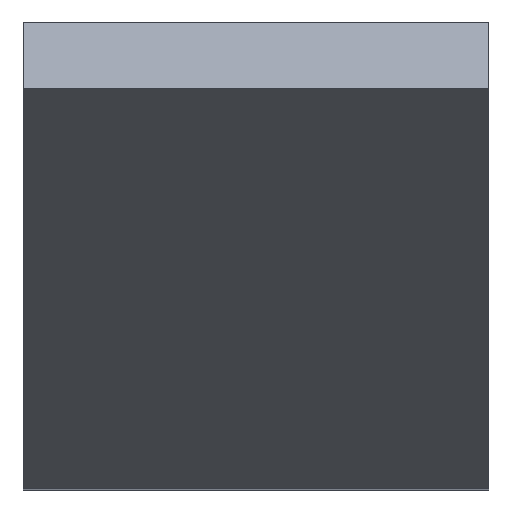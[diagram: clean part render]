
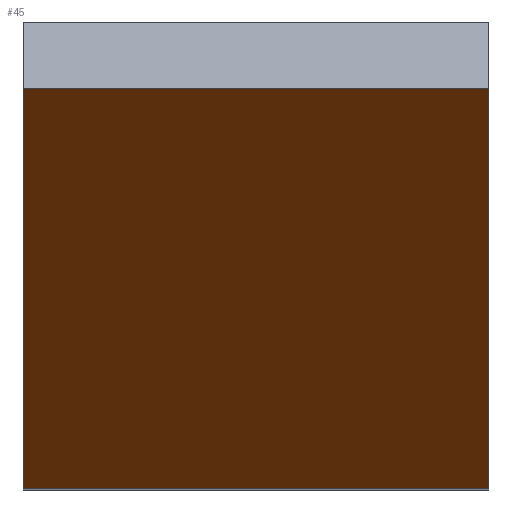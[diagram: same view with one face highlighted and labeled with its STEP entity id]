
A CAD part, top view. The second image highlights one B-rep face of the part: STEP entity #45.
In plain terms, the highlighted planar face has unit normal (0, -0.819, 0.574).
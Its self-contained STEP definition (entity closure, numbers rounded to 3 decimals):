
#11 = CARTESIAN_POINT ( 'NONE',  ( 6., -3., 0.946 ) ) ;
#12 = DIRECTION ( 'NONE',  ( -1., 0., 0. ) ) ;
#14 = EDGE_CURVE ( 'NONE', #274, #236, #142, .T. ) ;
#20 = EDGE_CURVE ( 'NONE', #236, #172, #131, .T. ) ;
#21 = PLANE ( 'NONE',  #223 ) ;
#34 = DIRECTION ( 'NONE',  ( 0., 0.819, -0.574 ) ) ;
#35 = VECTOR ( 'NONE', #138, 1000. ) ;
#45 = ADVANCED_FACE ( 'NONE', ( #128 ), #21, .F. ) ;
#59 = LINE ( 'NONE', #293, #35 ) ;
#76 = CARTESIAN_POINT ( 'NONE',  ( 6., -3., 0.946 ) ) ;
#94 = VECTOR ( 'NONE', #99, 1000. ) ;
#99 = DIRECTION ( 'NONE',  ( -1., 0., 0. ) ) ;
#105 = CARTESIAN_POINT ( 'NONE',  ( 6., 2.137, 8.282 ) ) ;
#126 = EDGE_CURVE ( 'NONE', #185, #172, #59, .T. ) ;
#128 = FACE_OUTER_BOUND ( 'NONE', #262, .T. ) ;
#131 = LINE ( 'NONE', #76, #144 ) ;
#138 = DIRECTION ( 'NONE',  ( 0., -0.574, -0.819 ) ) ;
#139 = VECTOR ( 'NONE', #143, 1000. ) ;
#142 = LINE ( 'NONE', #297, #139 ) ;
#143 = DIRECTION ( 'NONE',  ( 0., -0.574, -0.819 ) ) ;
#144 = VECTOR ( 'NONE', #12, 1000. ) ;
#153 = LINE ( 'NONE', #105, #94 ) ;
#172 = VERTEX_POINT ( 'NONE', #288 ) ;
#185 = VERTEX_POINT ( 'NONE', #214 ) ;
#190 = CARTESIAN_POINT ( 'NONE',  ( 6., 2.137, 8.282 ) ) ;
#193 = ORIENTED_EDGE ( 'NONE', *, *, #126, .T. ) ;
#214 = CARTESIAN_POINT ( 'NONE',  ( 0., 2.137, 8.282 ) ) ;
#223 = AXIS2_PLACEMENT_3D ( 'NONE', #331, #34, #302 ) ;
#236 = VERTEX_POINT ( 'NONE', #11 ) ;
#252 = ORIENTED_EDGE ( 'NONE', *, *, #14, .F. ) ;
#262 = EDGE_LOOP ( 'NONE', ( #193, #266, #252, #286 ) ) ;
#266 = ORIENTED_EDGE ( 'NONE', *, *, #20, .F. ) ;
#274 = VERTEX_POINT ( 'NONE', #190 ) ;
#286 = ORIENTED_EDGE ( 'NONE', *, *, #332, .T. ) ;
#288 = CARTESIAN_POINT ( 'NONE',  ( 0., -3., 0.946 ) ) ;
#293 = CARTESIAN_POINT ( 'NONE',  ( 0., 2.137, 8.282 ) ) ;
#297 = CARTESIAN_POINT ( 'NONE',  ( 6., 2.137, 8.282 ) ) ;
#302 = DIRECTION ( 'NONE',  ( 0., 0.574, 0.819 ) ) ;
#331 = CARTESIAN_POINT ( 'NONE',  ( 6., 2.137, 8.282 ) ) ;
#332 = EDGE_CURVE ( 'NONE', #274, #185, #153, .T. ) ;
